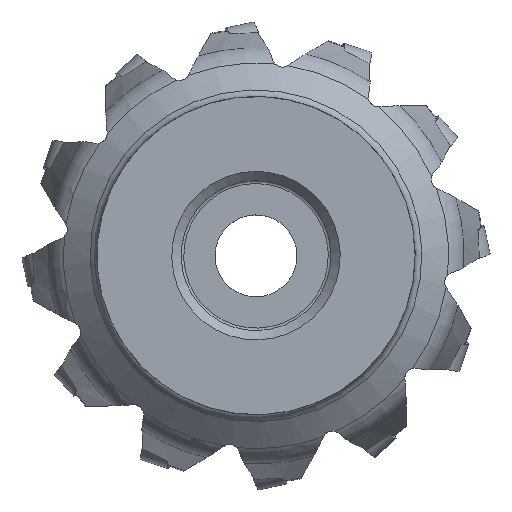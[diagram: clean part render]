
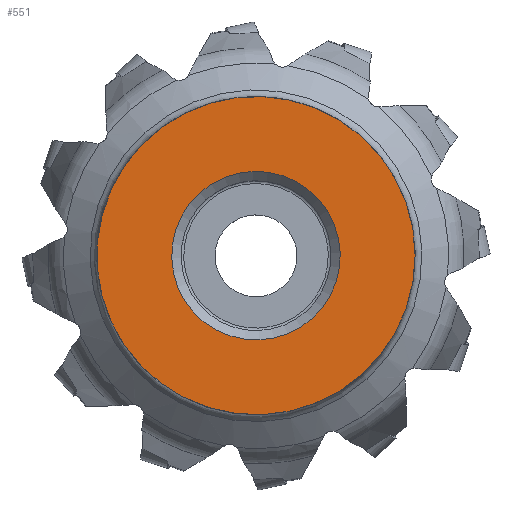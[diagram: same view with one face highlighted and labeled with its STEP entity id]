
A CAD part, top view. The second image highlights one B-rep face of the part: STEP entity #551.
In plain terms, the highlighted planar face has unit normal (0, 0, 1).
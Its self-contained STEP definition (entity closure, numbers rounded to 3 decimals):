
#223=PLANE('',#3186);
#446=FACE_BOUND('',#871,.T.);
#447=FACE_BOUND('',#872,.T.);
#551=ADVANCED_FACE('',(#446,#447),#223,.T.);
#871=EDGE_LOOP('',(#1600));
#872=EDGE_LOOP('',(#1601));
#1011=CIRCLE('',#3156,34.);
#1015=CIRCLE('',#3164,18.006);
#1600=ORIENTED_EDGE('',*,*,#2539,.F.);
#1601=ORIENTED_EDGE('',*,*,#2543,.F.);
#2148=VERTEX_POINT('',#5876);
#2152=VERTEX_POINT('',#5888);
#2539=EDGE_CURVE('',#2148,#2148,#1011,.T.);
#2543=EDGE_CURVE('',#2152,#2152,#1015,.T.);
#3156=AXIS2_PLACEMENT_3D('',#5875,#3716,#3717);
#3164=AXIS2_PLACEMENT_3D('',#5887,#3732,#3733);
#3186=AXIS2_PLACEMENT_3D('',#5920,#3776,#3777);
#3716=DIRECTION('',(0.,0.,-1.));
#3717=DIRECTION('',(1.,0.,0.));
#3732=DIRECTION('',(0.,0.,1.));
#3733=DIRECTION('',(-0.208,0.978,0.));
#3776=DIRECTION('',(0.,0.,1.));
#3777=DIRECTION('',(-0.208,0.978,0.));
#5875=CARTESIAN_POINT('',(0.,0.,0.));
#5876=CARTESIAN_POINT('',(34.,0.,0.));
#5887=CARTESIAN_POINT('',(0.,0.,0.));
#5888=CARTESIAN_POINT('',(-3.744,17.613,0.));
#5920=CARTESIAN_POINT('',(-34.,0.,0.));
